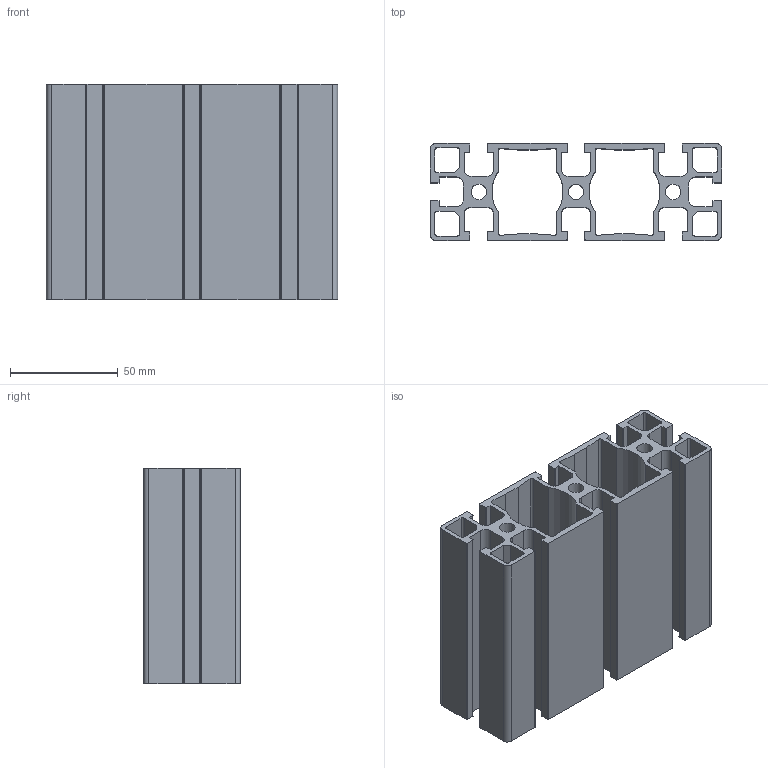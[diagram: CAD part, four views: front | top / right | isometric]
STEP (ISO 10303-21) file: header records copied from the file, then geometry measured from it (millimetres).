
FILE_DESCRIPTION(/* description */ (''),/* implementation_level */ '2;1');
FILE_NAME(/* name */ 'BPRDD0000010.stp',/* time_stamp */ '2017-07-12T18:09:20+02:00',/* author */ ('fzagni'),/* organization */ (''),/* preprocessor_version */ 'ST-DEVELOPER v16.1',/* originating_system */ 'Autodesk Inventor 2016',/* authorisation */ '');
FILE_SCHEMA (('AUTOMOTIVE_DESIGN { 1 0 10303 214 3 1 1 }'));
Length unit declared in the file: millimetre
Products named in the file (1): BPRDD0000010
Bounding box: 135 x 45 x 100 mm (x, y, z)
Volume: 166217 mm3; surface area: 121004.7 mm2
Topology: 1 solids, 1 shells, 189 faces, 561 edges, 374 vertices
Faces by surface type: plane 110, cylinder 79
Full cylindrical faces by diameter (mm): 7.2 x3
Entity records: 6398 total; most frequent: CARTESIAN_POINT 1122, ORIENTED_EDGE 1116, DIRECTION 1096, EDGE_CURVE 558, LINE 400, VECTOR 400, VERTEX_POINT 374, AXIS2_PLACEMENT_3D 348
